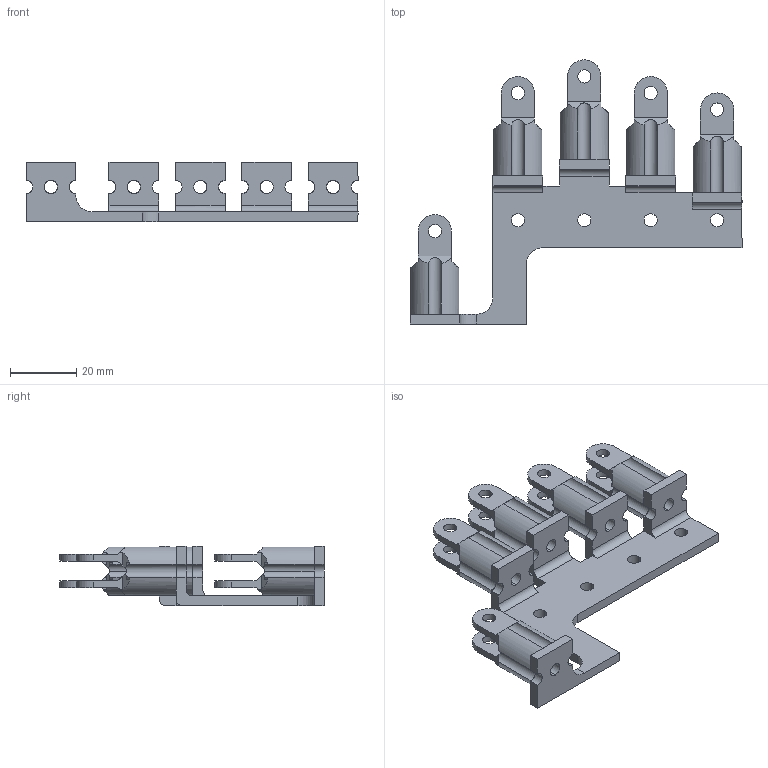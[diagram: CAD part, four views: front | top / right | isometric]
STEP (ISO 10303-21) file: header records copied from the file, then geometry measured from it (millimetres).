
FILE_DESCRIPTION (( 'STEP AP203' ), '1' );
FILE_NAME ('BASE_Default_sldprt.STEP', '2018-06-25T05:54:02', ( '' ), ( '' ), 'SwSTEP 2.0', 'SolidWorks 2017', '' );
FILE_SCHEMA (( 'CONFIG_CONTROL_DESIGN' ));
Length unit declared in the file: inch
Products named in the file (1): BASE_Default_sldprt
Bounding box: 100 x 79.61 x 18 mm (x, y, z)
Volume: 22063.9 mm3; surface area: 16911.2 mm2
Topology: 6 solids, 6 shells, 313 faces, 914 edges, 608 vertices
Faces by surface type: plane 159, cylinder 134, cone 20
Entity records: 10687 total; most frequent: CARTESIAN_POINT 2302, ORIENTED_EDGE 1828, DIRECTION 1706, EDGE_CURVE 914, AXIS2_PLACEMENT_3D 620, VERTEX_POINT 608, LINE 466, VECTOR 466
